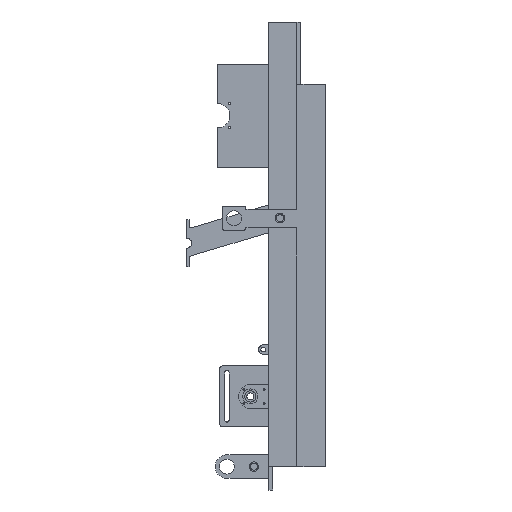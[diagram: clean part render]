
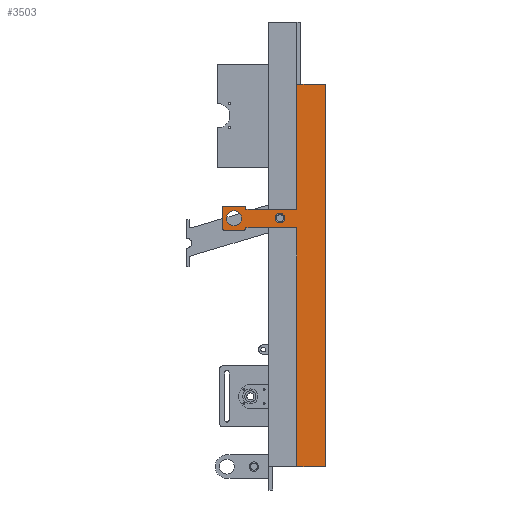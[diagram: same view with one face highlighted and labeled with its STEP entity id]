
A CAD part, left-side view. The second image highlights one B-rep face of the part: STEP entity #3503.
In plain terms, the highlighted planar face has unit normal (-1, 0, 0).
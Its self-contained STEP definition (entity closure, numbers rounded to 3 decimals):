
#3046=CARTESIAN_POINT('',(-325.,44.214,473.601));
#3047=VERTEX_POINT('',#3046);
#3054=CARTESIAN_POINT('',(-325.,44.214,488.601));
#3055=VERTEX_POINT('',#3054);
#3056=CARTESIAN_POINT('',(-325.,44.214,481.101));
#3057=DIRECTION('',(0.,0.,-1.));
#3058=DIRECTION('',(-1.,0.,0.));
#3059=AXIS2_PLACEMENT_3D('',#3056,#3058,#3057);
#3060=CIRCLE('',#3059,7.5);
#3061=EDGE_CURVE('',#3047,#3055,#3060,.T.);
#3063=CARTESIAN_POINT('',(-325.,44.214,481.101));
#3064=DIRECTION('',(0.,0.,1.));
#3065=DIRECTION('',(-1.,0.,0.));
#3066=AXIS2_PLACEMENT_3D('',#3063,#3065,#3064);
#3067=CIRCLE('',#3066,7.5);
#3068=EDGE_CURVE('',#3055,#3047,#3067,.T.);
#3091=CARTESIAN_POINT('',(-325.,116.862,459.938));
#3092=VERTEX_POINT('',#3091);
#3099=CARTESIAN_POINT('',(-325.,121.862,454.938));
#3100=VERTEX_POINT('',#3099);
#3101=CARTESIAN_POINT('',(-325.,121.862,459.938));
#3102=DIRECTION('',(0.,-1.,0.));
#3103=DIRECTION('',(1.,0.,0.));
#3104=AXIS2_PLACEMENT_3D('',#3101,#3103,#3102);
#3105=CIRCLE('',#3104,5.);
#3106=EDGE_CURVE('',#3092,#3100,#3105,.T.);
#3232=CARTESIAN_POINT('',(-325.,163.,454.938));
#3233=VERTEX_POINT('',#3232);
#3234=CARTESIAN_POINT('',(-325.,121.862,454.938));
#3235=DIRECTION('',(0.,1.,0.));
#3236=VECTOR('',#3235,41.138);
#3237=LINE('',#3234,#3236);
#3238=EDGE_CURVE('',#3100,#3233,#3237,.T.);
#3257=CARTESIAN_POINT('',(-325.,168.,459.938));
#3258=VERTEX_POINT('',#3257);
#3259=CARTESIAN_POINT('',(-325.,163.,459.938));
#3260=DIRECTION('',(0.,0.,-1.));
#3261=DIRECTION('',(1.,0.,0.));
#3262=AXIS2_PLACEMENT_3D('',#3259,#3261,#3260);
#3263=CIRCLE('',#3262,5.);
#3264=EDGE_CURVE('',#3233,#3258,#3263,.T.);
#3281=CARTESIAN_POINT('',(-325.,121.862,506.076));
#3282=VERTEX_POINT('',#3281);
#3289=CARTESIAN_POINT('',(-325.,116.862,501.076));
#3290=VERTEX_POINT('',#3289);
#3291=CARTESIAN_POINT('',(-325.,121.862,501.076));
#3292=DIRECTION('',(0.,0.,1.));
#3293=DIRECTION('',(1.,0.,0.));
#3294=AXIS2_PLACEMENT_3D('',#3291,#3293,#3292);
#3295=CIRCLE('',#3294,5.);
#3296=EDGE_CURVE('',#3282,#3290,#3295,.T.);
#3314=CARTESIAN_POINT('',(-325.,163.,506.076));
#3315=VERTEX_POINT('',#3314);
#3322=CARTESIAN_POINT('',(-325.,163.,506.076));
#3323=DIRECTION('',(0.,-1.,0.));
#3324=VECTOR('',#3323,41.138);
#3325=LINE('',#3322,#3324);
#3326=EDGE_CURVE('',#3315,#3282,#3325,.T.);
#3337=CARTESIAN_POINT('',(-325.,168.,501.076));
#3338=VERTEX_POINT('',#3337);
#3345=CARTESIAN_POINT('',(-325.,163.,501.076));
#3346=DIRECTION('',(0.,1.,0.));
#3347=DIRECTION('',(1.,0.,0.));
#3348=AXIS2_PLACEMENT_3D('',#3345,#3347,#3346);
#3349=CIRCLE('',#3348,5.);
#3350=EDGE_CURVE('',#3338,#3315,#3349,.T.);
#3363=CARTESIAN_POINT('',(-325.,116.862,460.));
#3364=VERTEX_POINT('',#3363);
#3371=CARTESIAN_POINT('',(-325.,116.862,460.));
#3372=DIRECTION('',(0.,0.,-1.));
#3373=VECTOR('',#3372,0.062);
#3374=LINE('',#3371,#3373);
#3375=EDGE_CURVE('',#3364,#3092,#3374,.T.);
#3386=CARTESIAN_POINT('',(-325.,116.862,500.));
#3387=VERTEX_POINT('',#3386);
#3388=CARTESIAN_POINT('',(-325.,116.862,501.076));
#3389=DIRECTION('',(0.,0.,-1.));
#3390=VECTOR('',#3389,1.076);
#3391=LINE('',#3388,#3390);
#3392=EDGE_CURVE('',#3290,#3387,#3391,.T.);
#3404=CARTESIAN_POINT('',(-325.,57.75,358.75));
#3405=DIRECTION('',(0.,-1.,0.));
#3406=DIRECTION('',(-1.,0.,0.));
#3407=AXIS2_PLACEMENT_3D('',#3404,#3406,#3405);
#3408=PLANE('',#3407);
#3409=ORIENTED_EDGE('',*,*,#3106,.F.);
#3410=ORIENTED_EDGE('',*,*,#3375,.F.);
#3411=CARTESIAN_POINT('',(-325.,8.,460.));
#3412=VERTEX_POINT('',#3411);
#3413=CARTESIAN_POINT('',(-325.,116.862,460.));
#3414=DIRECTION('',(0.,-1.,0.));
#3415=VECTOR('',#3414,108.862);
#3416=LINE('',#3413,#3415);
#3417=EDGE_CURVE('',#3364,#3412,#3416,.T.);
#3418=ORIENTED_EDGE('E365',*,*,#3417,.T.);
#3419=CARTESIAN_POINT('',(-325.,8.,-50.));
#3420=VERTEX_POINT('',#3419);
#3421=CARTESIAN_POINT('',(-325.,8.,460.));
#3422=DIRECTION('',(0.,0.,-1.));
#3423=VECTOR('',#3422,510.);
#3424=LINE('',#3421,#3423);
#3425=EDGE_CURVE('',#3412,#3420,#3424,.T.);
#3426=ORIENTED_EDGE('E366',*,*,#3425,.T.);
#3427=CARTESIAN_POINT('',(-325.,-52.5,-50.));
#3428=VERTEX_POINT('',#3427);
#3429=CARTESIAN_POINT('',(-325.,8.,-50.));
#3430=DIRECTION('',(0.,-1.,0.));
#3431=VECTOR('',#3430,60.5);
#3432=LINE('',#3429,#3431);
#3433=EDGE_CURVE('',#3420,#3428,#3432,.T.);
#3434=ORIENTED_EDGE('E367',*,*,#3433,.T.);
#3435=CARTESIAN_POINT('',(-325.,-52.5,767.5));
#3436=VERTEX_POINT('',#3435);
#3437=CARTESIAN_POINT('',(-325.,-52.5,-50.));
#3438=DIRECTION('',(0.,0.,1.));
#3439=VECTOR('',#3438,817.5);
#3440=LINE('',#3437,#3439);
#3441=EDGE_CURVE('',#3428,#3436,#3440,.T.);
#3442=ORIENTED_EDGE('E368',*,*,#3441,.T.);
#3443=CARTESIAN_POINT('',(-325.,8.,767.5));
#3444=VERTEX_POINT('',#3443);
#3445=CARTESIAN_POINT('',(-325.,-52.5,767.5));
#3446=DIRECTION('',(0.,1.,0.));
#3447=VECTOR('',#3446,60.5);
#3448=LINE('',#3445,#3447);
#3449=EDGE_CURVE('',#3436,#3444,#3448,.T.);
#3450=ORIENTED_EDGE('E369',*,*,#3449,.T.);
#3451=CARTESIAN_POINT('',(-325.,8.,500.));
#3452=VERTEX_POINT('',#3451);
#3453=CARTESIAN_POINT('',(-325.,8.,767.5));
#3454=DIRECTION('',(0.,0.,-1.));
#3455=VECTOR('',#3454,267.5);
#3456=LINE('',#3453,#3455);
#3457=EDGE_CURVE('',#3444,#3452,#3456,.T.);
#3458=ORIENTED_EDGE('E370',*,*,#3457,.T.);
#3459=CARTESIAN_POINT('',(-325.,8.,500.));
#3460=DIRECTION('',(0.,1.,0.));
#3461=VECTOR('',#3460,108.862);
#3462=LINE('',#3459,#3461);
#3463=EDGE_CURVE('',#3452,#3387,#3462,.T.);
#3464=ORIENTED_EDGE('E371',*,*,#3463,.T.);
#3465=ORIENTED_EDGE('E371',*,*,#3392,.F.);
#3466=ORIENTED_EDGE('E371',*,*,#3296,.F.);
#3467=ORIENTED_EDGE('E371',*,*,#3326,.F.);
#3468=ORIENTED_EDGE('E371',*,*,#3350,.F.);
#3469=CARTESIAN_POINT('',(-325.,168.,501.076));
#3470=DIRECTION('',(0.,0.,-1.));
#3471=VECTOR('',#3470,41.138);
#3472=LINE('',#3469,#3471);
#3473=EDGE_CURVE('',#3338,#3258,#3472,.T.);
#3474=ORIENTED_EDGE('E372',*,*,#3473,.T.);
#3475=ORIENTED_EDGE('E372',*,*,#3264,.F.);
#3476=ORIENTED_EDGE('E372',*,*,#3238,.F.);
#3477=EDGE_LOOP('',(#3409,#3410,#3418,#3426,#3434,#3442,#3450,#3458,#3464,#3465,#3466,#3467,#3468,#3474,#3475,#3476));
#3478=FACE_OUTER_BOUND('',#3477,.T.);
#3479=CARTESIAN_POINT('',(-325.,142.431,496.507));
#3480=VERTEX_POINT('',#3479);
#3481=CARTESIAN_POINT('',(-325.,142.431,464.507));
#3482=VERTEX_POINT('',#3481);
#3483=CARTESIAN_POINT('',(-325.,142.431,480.507));
#3484=DIRECTION('',(0.,0.,1.));
#3485=DIRECTION('',(1.,0.,0.));
#3486=AXIS2_PLACEMENT_3D('',#3483,#3485,#3484);
#3487=CIRCLE('',#3486,16.);
#3488=EDGE_CURVE('',#3480,#3482,#3487,.T.);
#3489=ORIENTED_EDGE('E363',*,*,#3488,.T.);
#3490=CARTESIAN_POINT('',(-325.,142.431,480.507));
#3491=DIRECTION('',(0.,0.,-1.));
#3492=DIRECTION('',(1.,0.,0.));
#3493=AXIS2_PLACEMENT_3D('',#3490,#3492,#3491);
#3494=CIRCLE('',#3493,16.);
#3495=EDGE_CURVE('',#3482,#3480,#3494,.T.);
#3496=ORIENTED_EDGE('E364',*,*,#3495,.T.);
#3497=EDGE_LOOP('',(#3489,#3496));
#3498=FACE_BOUND('',#3497,.T.);
#3499=ORIENTED_EDGE('',*,*,#3061,.F.);
#3500=ORIENTED_EDGE('',*,*,#3068,.F.);
#3501=EDGE_LOOP('',(#3499,#3500));
#3502=FACE_BOUND('',#3501,.T.);
#3503=ADVANCED_FACE('F20',(#3478,#3498,#3502),#3408,.T.);
